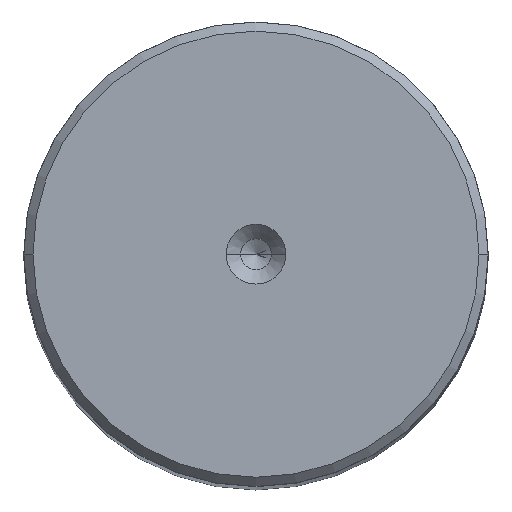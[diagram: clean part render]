
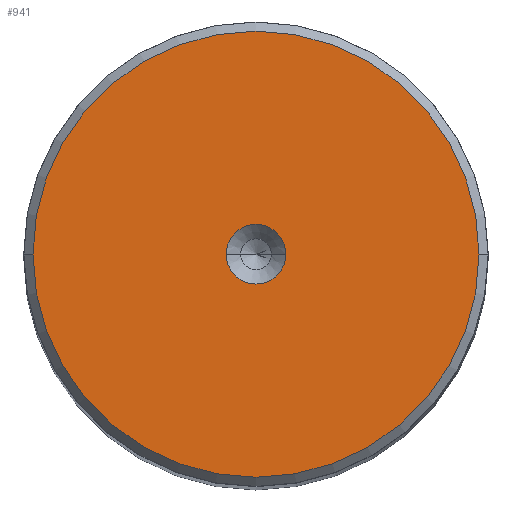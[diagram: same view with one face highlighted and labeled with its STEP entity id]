
A CAD part, top view. The second image highlights one B-rep face of the part: STEP entity #941.
In plain terms, the highlighted planar face has unit normal (0, 0, 1).
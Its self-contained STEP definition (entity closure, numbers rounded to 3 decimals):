
#160 = PLANE ( 'NONE',  #1037 ) ;
#170 = VERTEX_POINT ( 'NONE', #1496 ) ;
#194 = DIRECTION ( 'NONE',  ( 0., 0., 1. ) ) ;
#214 = DIRECTION ( 'NONE',  ( 0., 0., 1. ) ) ;
#242 = VERTEX_POINT ( 'NONE', #1954 ) ;
#287 = FACE_OUTER_BOUND ( 'NONE', #2759, .T. ) ;
#323 = CIRCLE ( 'NONE', #2217, 28.816 ) ;
#371 = CARTESIAN_POINT ( 'NONE',  ( 0., 0., 260. ) ) ;
#408 = CARTESIAN_POINT ( 'NONE',  ( 28.816, 0., 260. ) ) ;
#455 = ORIENTED_EDGE ( 'NONE', *, *, #1043, .T. ) ;
#717 = ORIENTED_EDGE ( 'NONE', *, *, #2619, .F. ) ;
#797 = EDGE_LOOP ( 'NONE', ( #1924, #717 ) ) ;
#805 = FACE_BOUND ( 'NONE', #797, .T. ) ;
#864 = AXIS2_PLACEMENT_3D ( 'NONE', #371, #2414, #1231 ) ;
#879 = CARTESIAN_POINT ( 'NONE',  ( 0., 0., 260. ) ) ;
#921 = DIRECTION ( 'NONE',  ( 1., 0., 0. ) ) ;
#941 = ADVANCED_FACE ( 'NONE', ( #805, #287 ), #160, .T. ) ;
#1037 = AXIS2_PLACEMENT_3D ( 'NONE', #1755, #194, #2634 ) ;
#1043 = EDGE_CURVE ( 'NONE', #1311, #242, #2001, .T. ) ;
#1054 = DIRECTION ( 'NONE',  ( 0., 0., 1. ) ) ;
#1072 = CIRCLE ( 'NONE', #864, 3.85 ) ;
#1157 = AXIS2_PLACEMENT_3D ( 'NONE', #2191, #1054, #1275 ) ;
#1231 = DIRECTION ( 'NONE',  ( 1., 0., 0. ) ) ;
#1275 = DIRECTION ( 'NONE',  ( 1., 0., 0. ) ) ;
#1311 = VERTEX_POINT ( 'NONE', #408 ) ;
#1371 = EDGE_CURVE ( 'NONE', #242, #1311, #323, .T. ) ;
#1496 = CARTESIAN_POINT ( 'NONE',  ( 3.85, 0., 260. ) ) ;
#1755 = CARTESIAN_POINT ( 'NONE',  ( 0., 0., 260. ) ) ;
#1782 = DIRECTION ( 'NONE',  ( 1., 0., 0. ) ) ;
#1785 = CARTESIAN_POINT ( 'NONE',  ( 0., 0., 260. ) ) ;
#1847 = CARTESIAN_POINT ( 'NONE',  ( -3.85, 0., 260. ) ) ;
#1924 = ORIENTED_EDGE ( 'NONE', *, *, #2767, .F. ) ;
#1954 = CARTESIAN_POINT ( 'NONE',  ( -28.816, 0., 260. ) ) ;
#2001 = CIRCLE ( 'NONE', #2460, 28.816 ) ;
#2015 = VERTEX_POINT ( 'NONE', #1847 ) ;
#2191 = CARTESIAN_POINT ( 'NONE',  ( 0., 0., 260. ) ) ;
#2217 = AXIS2_PLACEMENT_3D ( 'NONE', #879, #214, #1782 ) ;
#2268 = DIRECTION ( 'NONE',  ( 0., 0., 1. ) ) ;
#2353 = CIRCLE ( 'NONE', #1157, 3.85 ) ;
#2391 = ORIENTED_EDGE ( 'NONE', *, *, #1371, .T. ) ;
#2414 = DIRECTION ( 'NONE',  ( 0., 0., 1. ) ) ;
#2460 = AXIS2_PLACEMENT_3D ( 'NONE', #1785, #2268, #921 ) ;
#2619 = EDGE_CURVE ( 'NONE', #2015, #170, #1072, .T. ) ;
#2634 = DIRECTION ( 'NONE',  ( 1., 0., 0. ) ) ;
#2759 = EDGE_LOOP ( 'NONE', ( #2391, #455 ) ) ;
#2767 = EDGE_CURVE ( 'NONE', #170, #2015, #2353, .T. ) ;
